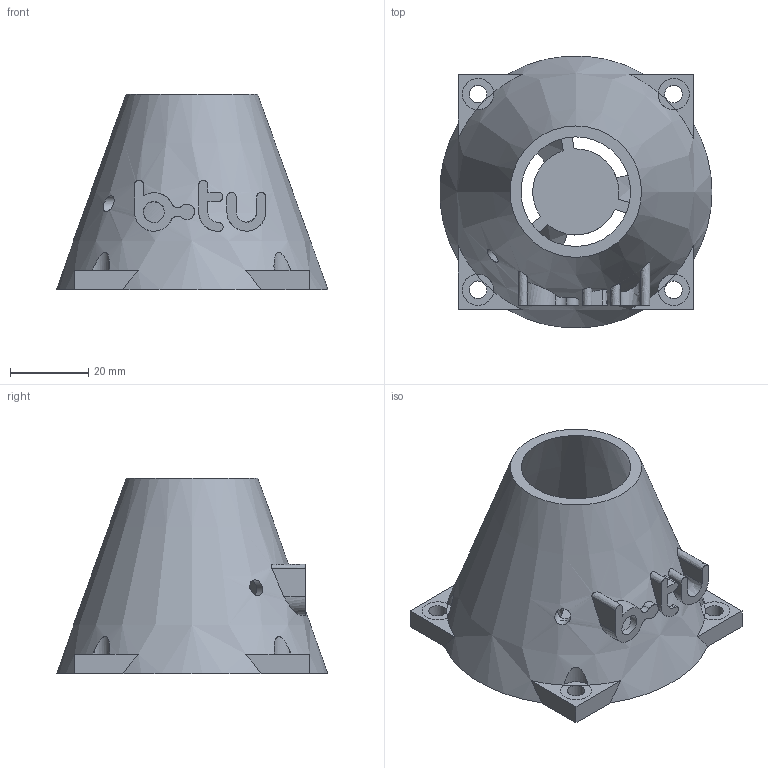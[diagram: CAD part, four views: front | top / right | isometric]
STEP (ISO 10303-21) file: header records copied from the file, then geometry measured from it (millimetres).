
FILE_DESCRIPTION(('FreeCAD Model'),'2;1');
FILE_NAME('duese-fertig.stp', '2018-03-21T14:36:00',('FreeCAD'),('FreeCAD'), 'Open CASCADE STEP processor 6.8','FreeCAD','Unknown');
FILE_SCHEMA(('AUTOMOTIVE_DESIGN_CC2 { 1 2 10303 214 -1 1 5 4 }'));
Length unit declared in the file: millimetre
Products named in the file (3): Open CASCADE STEP translator 6.8 1; Open CASCADE STEP translator 6.8 1.1; Open CASCADE STEP translator 6.8 1.2
Assembly tree (2 placements, depth 2):
  Open CASCADE STEP translator 6.8 1
    Open CASCADE STEP translator 6.8 1.1
    Open CASCADE STEP translator 6.8 1.2
Bounding box: 69.5 x 69.4 x 50 mm (x, y, z)
Volume: 33879.2 mm3; surface area: 23826.9 mm2
Topology: 2 solids, 2 shells, 100 faces, 261 edges, 164 vertices
Faces by surface type: bspline 48, plane 35, cylinder 11, cone 6
Full cylindrical faces by diameter (mm): 4 x1, 4.5 x4
Entity records: 18068 total; most frequent: CARTESIAN_POINT 13467, DIRECTION 646, ORIENTED_EDGE 522, PCURVE 522, DEFINITIONAL_REPRESENTATION 522, B_SPLINE_CURVE_WITH_KNOTS 288, LINE 283, VECTOR 283
